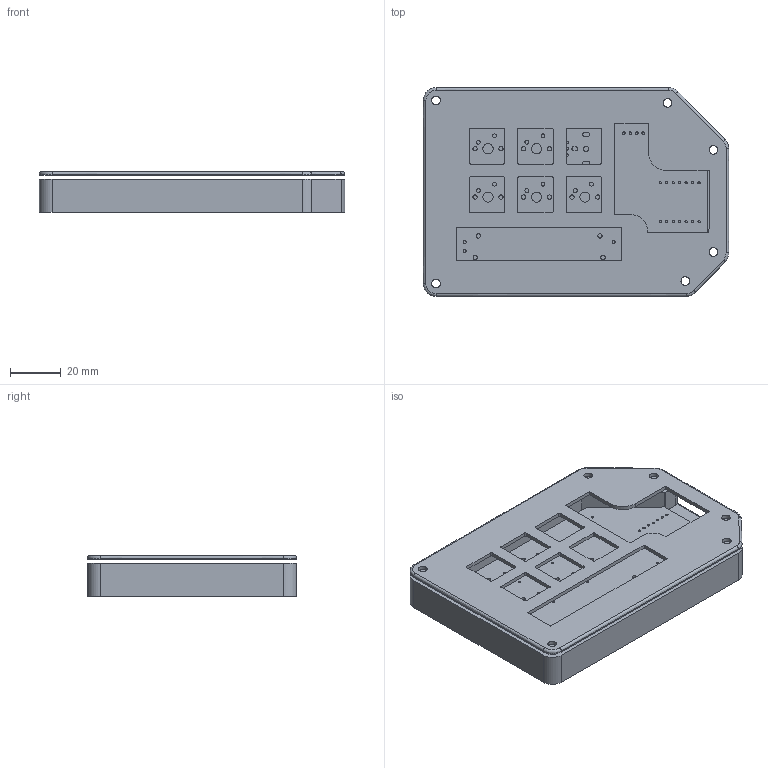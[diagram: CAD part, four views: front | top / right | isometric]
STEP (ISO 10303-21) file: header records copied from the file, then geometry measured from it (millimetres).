
FILE_DESCRIPTION(/* description */ ('','CAx-IF Rec.Pracs.---Representation and Presentation of Product Manufacturing Information (PMI)---4.0---2014-10-13'),/* implementation_level */ '2;1');
FILE_NAME(/* name */ 'meowpad.step',/* time_stamp */ '2025-02-15T13:31:18+08:00',/* author */ (''),/* organization */ (''),/* preprocessor_version */ 'ST-DEVELOPER v20',/* originating_system */ 'Autodesk Translation Framework v13.20.0.188',/* authorisation */ '');
FILE_SCHEMA (('AP242_MANAGED_MODEL_BASED_3D_ENGINEERING_MIM_LF { 1 0 10303 442 1 1 4 }'));
Length unit declared in the file: millimetre
Products named in the file (6): everything; meowpad 1; meowpad_PCB; cover; meowpad; meowpad_1
Assembly tree (5 placements, depth 3):
  everything
    meowpad 1
      meowpad_PCB
    cover
    meowpad
      meowpad_1
Bounding box: 120 x 82 x 16 mm (x, y, z)
Volume: 79241.4 mm3; surface area: 53815.9 mm2
Topology: 3 solids, 3 shells, 831 faces, 2331 edges, 1550 vertices
Faces by surface type: bspline 422, plane 274, cylinder 135
Full cylindrical faces by diameter (mm): 0.8 x14, 0.889 x14, 1 x9, 1.2 x3, 1.5 x10, 1.7 x14, 2.1 x1, 3.4 x12, 4 x5, 6 x6
Entity records: 31453 total; most frequent: CARTESIAN_POINT 12191, ORIENTED_EDGE 4662, DIRECTION 2575, EDGE_CURVE 2331, VERTEX_POINT 1550, LINE 1211, VECTOR 1211, EDGE_LOOP 1061
